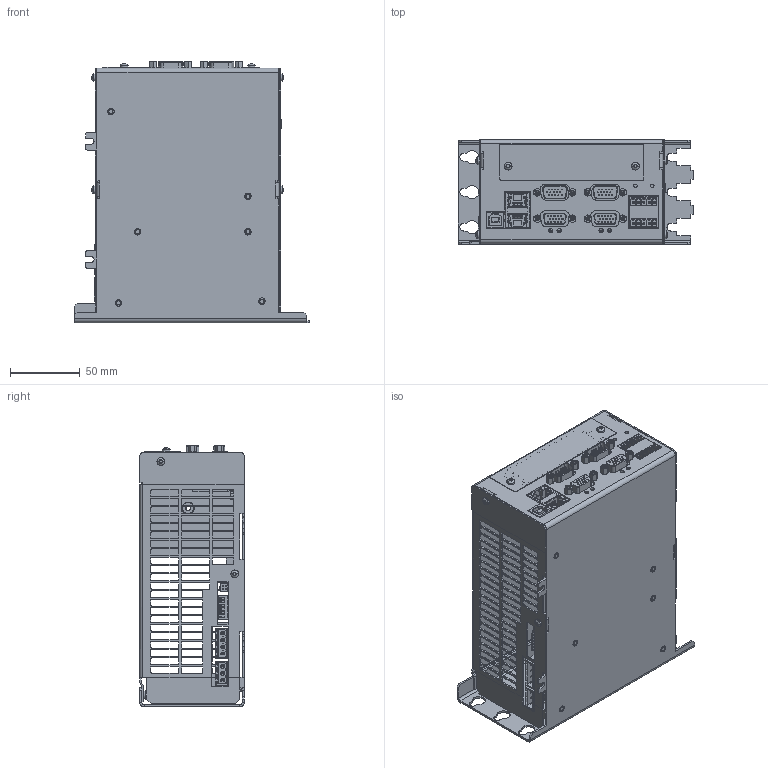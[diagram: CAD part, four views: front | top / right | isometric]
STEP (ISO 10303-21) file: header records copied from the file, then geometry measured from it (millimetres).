
FILE_DESCRIPTION((''),'2;1');
FILE_NAME('656137-01-K01_ASM','2021-07-16T15:44:15',('ch5084'),(''),'CREO PARAMETRIC BY PTC INC, 2019164','CREO PARAMETRIC BY PTC INC, 2019164','');
FILE_SCHEMA(('AUTOMOTIVE_DESIGN { 1 0 10303 214 1 1 1 1 }'));
Products named in the file (25): 688935-01-K01; 625480-01-A01; 893087-02-A01; 816765-01-A01; 688935-01-K01_ASM; 348994-01; 659969-01-K01; 513669-03; 658716-01-K01; 653121-01-K01; 660112-01-K01; 580760-03-K01; 202990-07-K01; 664179-01-K01; 676761-01-A01_ASM; 656107-01-K01; 295833-01; 238326-06; 656109-01-K01_ASM; 634805-01-A01_ASM; 200587-67; 316698-02-A01; 257201-12-K01; 673397-01-K01; 656137-01-K01_ASM
Assembly tree (51 placements, depth 3):
  656137-01-K01_ASM
    688935-01-K01_ASM
      688935-01-K01
      625480-01-A01  x4
      893087-02-A01  x6
      816765-01-A01  x6
    676761-01-A01_ASM
      348994-01
      659969-01-K01
      513669-03  x2
      658716-01-K01  x2
      653121-01-K01
      660112-01-K01
      580760-03-K01
      202990-07-K01
      664179-01-K01
    656109-01-K01_ASM
      656107-01-K01
      295833-01
      238326-06
    634805-01-A01_ASM
    200587-67  x6
    316698-02-A01
    257201-12-K01  x8
    673397-01-K01
Bounding box: 168 x 74.5 x 187 mm (x, y, z)
Volume: 161567.3 mm3; surface area: 219966 mm2
Topology: 48 solids, 48 shells, 5059 faces, 12895 edges, 8221 vertices
Faces by surface type: plane 3270, cylinder 1397, cone 346, torus 24, sphere 22
Entity records: 156081 total; most frequent: CARTESIAN_POINT 23268, ORIENTED_EDGE 21546, DIRECTION 21440, EDGE_CURVE 10773, VECTOR 8112, LINE 8112, VERTEX_POINT 6918, AXIS2_PLACEMENT_3D 6664
